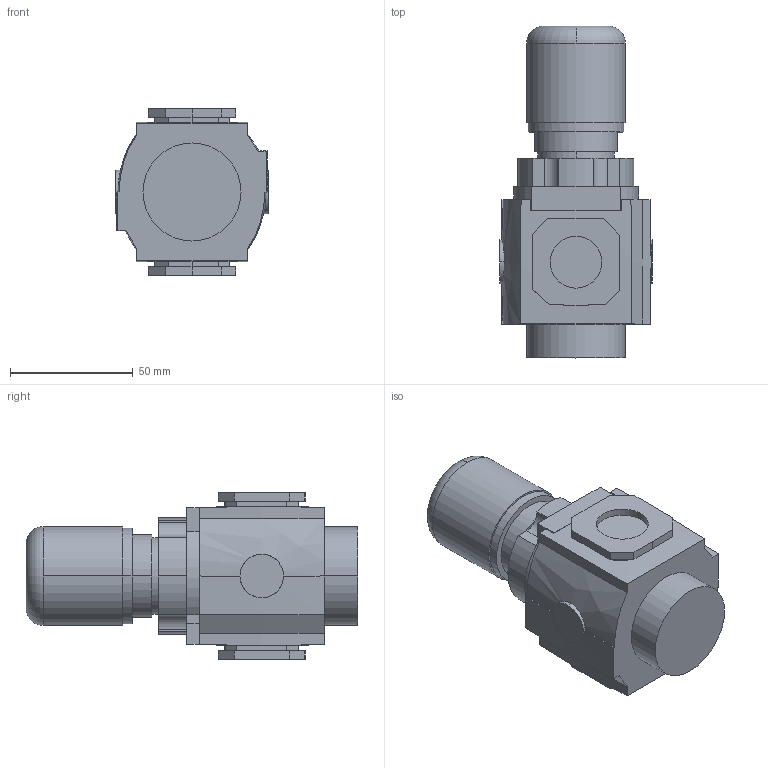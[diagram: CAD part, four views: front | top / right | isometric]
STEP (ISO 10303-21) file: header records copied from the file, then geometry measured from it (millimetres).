
FILE_DESCRIPTION (( 'STEP AP214' ), '1' );
FILE_NAME ('Norgren-R73G-4AK-RMN.step', '2019-02-14T17:44:27', ( '' ), ( '' ), 'SwSTEP 2.0', 'SolidWorks 2019', '' );
FILE_SCHEMA (( 'AUTOMOTIVE_DESIGN' ));
Length unit declared in the file: millimetre
Products named in the file (5): Norgren-R73G-4AK-RMN_GR_73k_4; Norgren-R73G-4AK-RMN_GR73_ss_62; Norgren-R73G-4AK-RMN_GR_73g-4; Norgren-R73G-4AK-RMN_GR73_ss_51_4; Norgren-R73G-4AK-RMN
Assembly tree (4 placements, depth 3):
  Norgren-R73G-4AK-RMN
    Norgren-R73G-4AK-RMN_GR_73k_4
      Norgren-R73G-4AK-RMN_GR73_ss_51_4
    Norgren-R73G-4AK-RMN_GR_73g-4
      Norgren-R73G-4AK-RMN_GR73_ss_62
Bounding box: 62.3 x 135.4 x 68 mm (x, y, z)
Volume: 278284.8 mm3; surface area: 37856.3 mm2
Topology: 2 solids, 2 shells, 139 faces, 369 edges, 246 vertices
Faces by surface type: plane 90, cylinder 33, bspline 14, torus 2
Entity records: 5191 total; most frequent: CARTESIAN_POINT 1655, ORIENTED_EDGE 738, DIRECTION 649, EDGE_CURVE 369, VERTEX_POINT 246, LINE 245, VECTOR 245, AXIS2_PLACEMENT_3D 202
